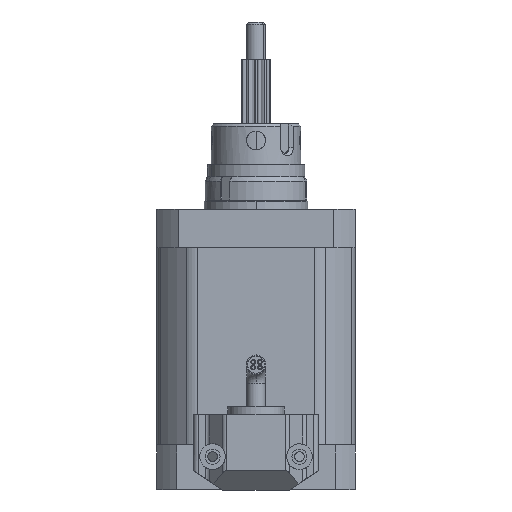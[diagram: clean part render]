
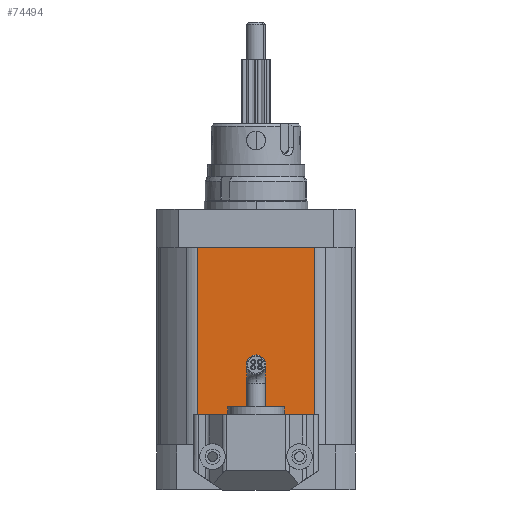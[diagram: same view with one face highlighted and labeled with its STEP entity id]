
A CAD part, front view. The second image highlights one B-rep face of the part: STEP entity #74494.
In plain terms, the highlighted face is planar.
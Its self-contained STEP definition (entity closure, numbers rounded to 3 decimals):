
#273 = CARTESIAN_POINT ( 'NONE',  ( -12.361, 21., -21.1 ) ) ;
#657 = EDGE_CURVE ( 'NONE', #59029, #31882, #65610, .T. ) ;
#3060 = ORIENTED_EDGE ( 'NONE', *, *, #36178, .F. ) ;
#7322 = CARTESIAN_POINT ( 'NONE',  ( -12.361, -21., -21.1 ) ) ;
#10603 = VERTEX_POINT ( 'NONE', #35438 ) ;
#11124 = DIRECTION ( 'NONE',  ( 1., 0., 0. ) ) ;
#19026 = EDGE_CURVE ( 'NONE', #31946, #10603, #31512, .T. ) ;
#22335 = CARTESIAN_POINT ( 'NONE',  ( -12.361, -21., -21.1 ) ) ;
#22470 = CARTESIAN_POINT ( 'NONE',  ( -12.361, -21., -21.1 ) ) ;
#24384 = ORIENTED_EDGE ( 'NONE', *, *, #19026, .T. ) ;
#25938 = PLANE ( 'NONE',  #57409 ) ;
#26877 = VECTOR ( 'NONE', #11124, 1000. ) ;
#31512 = LINE ( 'NONE', #273, #58771 ) ;
#31882 = VERTEX_POINT ( 'NONE', #63851 ) ;
#31946 = VERTEX_POINT ( 'NONE', #56555 ) ;
#33683 = DIRECTION ( 'NONE',  ( 0., 1., 0. ) ) ;
#34568 = LINE ( 'NONE', #22335, #80166 ) ;
#35438 = CARTESIAN_POINT ( 'NONE',  ( 12.361, 21., -21.1 ) ) ;
#36178 = EDGE_CURVE ( 'NONE', #31882, #10603, #52340, .T. ) ;
#38195 = FACE_OUTER_BOUND ( 'NONE', #46252, .T. ) ;
#46252 = EDGE_LOOP ( 'NONE', ( #24384, #3060, #63482, #61348 ) ) ;
#52340 = LINE ( 'NONE', #54663, #55033 ) ;
#52437 = DIRECTION ( 'NONE',  ( 0., 1., 0. ) ) ;
#54663 = CARTESIAN_POINT ( 'NONE',  ( 12.361, -21., -21.1 ) ) ;
#55033 = VECTOR ( 'NONE', #33683, 1000. ) ;
#55651 = EDGE_CURVE ( 'NONE', #59029, #31946, #34568, .T. ) ;
#56555 = CARTESIAN_POINT ( 'NONE',  ( -12.361, 21., -21.1 ) ) ;
#57409 = AXIS2_PLACEMENT_3D ( 'NONE', #7322, #61353, #68686 ) ;
#58771 = VECTOR ( 'NONE', #68135, 1000. ) ;
#59029 = VERTEX_POINT ( 'NONE', #59225 ) ;
#59225 = CARTESIAN_POINT ( 'NONE',  ( -12.361, -21., -21.1 ) ) ;
#61348 = ORIENTED_EDGE ( 'NONE', *, *, #55651, .T. ) ;
#61353 = DIRECTION ( 'NONE',  ( 0., 0., 1. ) ) ;
#63482 = ORIENTED_EDGE ( 'NONE', *, *, #657, .F. ) ;
#63851 = CARTESIAN_POINT ( 'NONE',  ( 12.361, -21., -21.1 ) ) ;
#65610 = LINE ( 'NONE', #22470, #26877 ) ;
#68135 = DIRECTION ( 'NONE',  ( 1., 0., 0. ) ) ;
#68686 = DIRECTION ( 'NONE',  ( 1., 0., 0. ) ) ;
#74494 = ADVANCED_FACE ( 'NONE', ( #38195 ), #25938, .F. ) ;
#80166 = VECTOR ( 'NONE', #52437, 1000. ) ;
